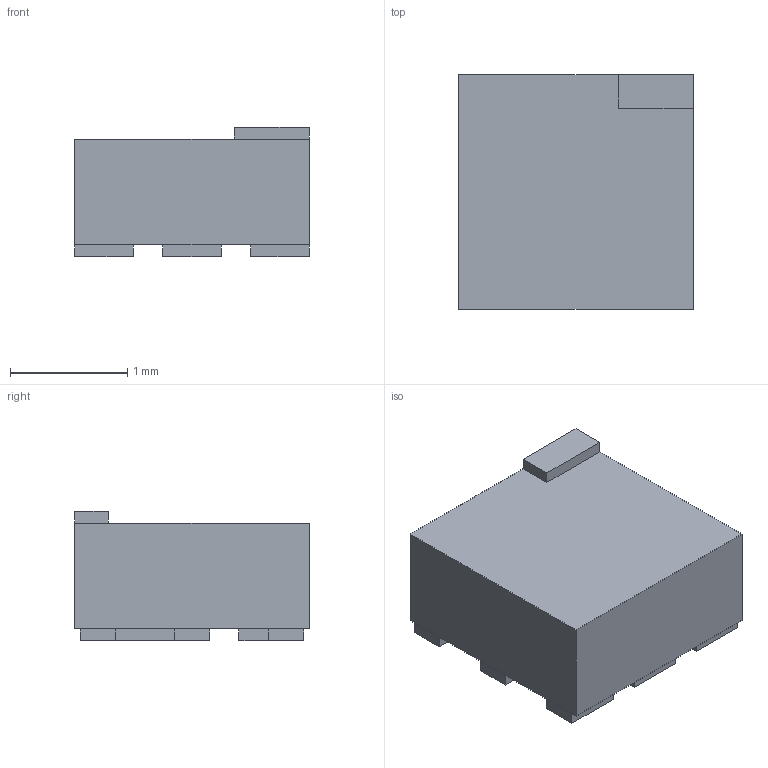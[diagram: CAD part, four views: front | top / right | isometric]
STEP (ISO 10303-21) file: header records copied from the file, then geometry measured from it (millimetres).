
FILE_DESCRIPTION( ( '' ), ' ' );
FILE_NAME( '5acbb03992267d0ec37d6862.step', '2018-04-09T18:26:02', ( '' ), ( '' ), ' ', ' ', ' ' );
FILE_SCHEMA( ( 'AUTOMOTIVE_DESIGN { 1 0 10303 214 1 1 1 1 }' ) );
Length unit declared in the file: metre
Products named in the file (11): Assem1; Part 1; Part 2; Part 3; Part 4; Part 5; Part 6; Part 7; Part 8; Part 9; Part 10
Assembly tree (10 placements, depth 2):
  Assem1
    Part 1
    Part 2
    Part 3
    Part 4
    Part 5
    Part 6
    Part 7
    Part 8
    Part 9
    Part 10
Bounding box: 2 x 2 x 1.1 mm (x, y, z)
Volume: 3.8 mm3; surface area: 20.6 mm2
Topology: 10 solids, 10 shells, 60 faces, 120 edges, 80 vertices
Faces by surface type: plane 60
Entity records: 2186 total; most frequent: CARTESIAN_POINT 271, DIRECTION 262, ORIENTED_EDGE 240, EDGE_CURVE 120, LINE 120, VECTOR 120, VERTEX_POINT 80, AXIS2_PLACEMENT_3D 71
